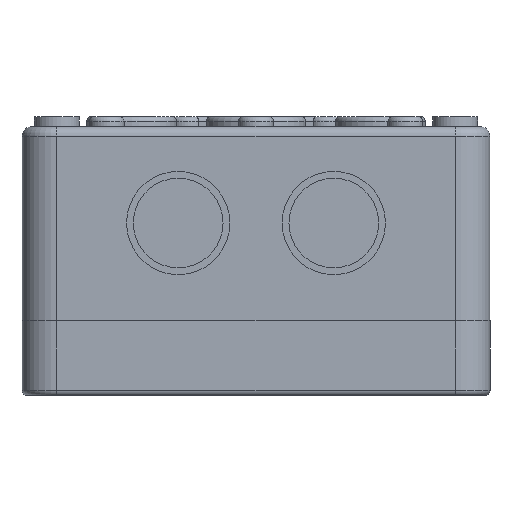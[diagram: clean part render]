
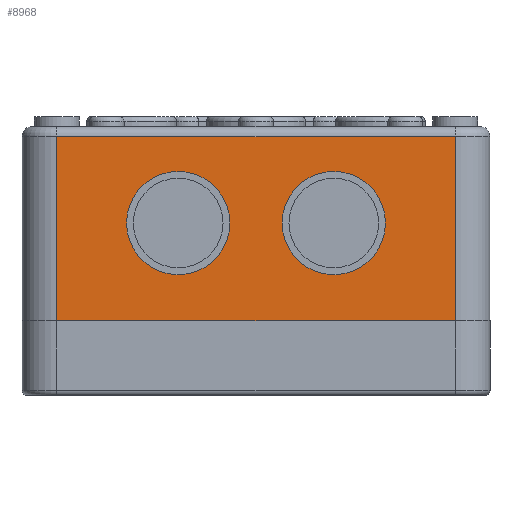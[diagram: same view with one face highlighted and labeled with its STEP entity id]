
A CAD part, front view. The second image highlights one B-rep face of the part: STEP entity #8968.
In plain terms, the highlighted planar face has unit normal (0, -1, 0).
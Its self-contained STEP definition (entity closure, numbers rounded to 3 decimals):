
#314=LINE('',#15300,#838);
#319=LINE('',#15324,#843);
#321=LINE('',#15330,#845);
#322=LINE('',#15331,#846);
#838=VECTOR('',#12487,80.);
#843=VECTOR('',#12516,37.);
#845=VECTOR('',#12522,37.);
#846=VECTOR('',#12523,80.);
#1282=PLANE('',#10067);
#1587=FACE_BOUND('',#2846,.T.);
#1588=FACE_BOUND('',#2847,.T.);
#2056=FACE_OUTER_BOUND('',#2845,.T.);
#2845=EDGE_LOOP('',(#7341,#7342,#7343,#7344));
#2846=EDGE_LOOP('',(#7345));
#2847=EDGE_LOOP('',(#7346));
#3441=CIRCLE('',#9790,10.375);
#3443=CIRCLE('',#9794,10.375);
#4184=VERTEX_POINT('',#14844);
#4186=VERTEX_POINT('',#14850);
#4315=VERTEX_POINT('',#15284);
#4319=VERTEX_POINT('',#15296);
#4327=VERTEX_POINT('',#15323);
#4329=VERTEX_POINT('',#15329);
#5183=EDGE_CURVE('',#4184,#4184,#3441,.T.);
#5185=EDGE_CURVE('',#4186,#4186,#3443,.T.);
#5386=EDGE_CURVE('',#4315,#4319,#314,.T.);
#5398=EDGE_CURVE('',#4327,#4319,#319,.T.);
#5401=EDGE_CURVE('',#4329,#4315,#321,.T.);
#5402=EDGE_CURVE('',#4329,#4327,#322,.T.);
#7341=ORIENTED_EDGE('',*,*,#5386,.F.);
#7342=ORIENTED_EDGE('',*,*,#5401,.F.);
#7343=ORIENTED_EDGE('',*,*,#5402,.T.);
#7344=ORIENTED_EDGE('',*,*,#5398,.T.);
#7345=ORIENTED_EDGE('',*,*,#5183,.T.);
#7346=ORIENTED_EDGE('',*,*,#5185,.T.);
#8968=ADVANCED_FACE('',(#2056,#1587,#1588),#1282,.T.);
#9790=AXIS2_PLACEMENT_3D('',#14845,#11904,#11905);
#9794=AXIS2_PLACEMENT_3D('',#14851,#11912,#11913);
#10067=AXIS2_PLACEMENT_3D('',#15328,#12520,#12521);
#11904=DIRECTION('center_axis',(0.,1.,0.));
#11905=DIRECTION('ref_axis',(1.,0.,0.));
#11912=DIRECTION('center_axis',(0.,1.,0.));
#11913=DIRECTION('ref_axis',(-1.,0.,0.));
#12487=DIRECTION('',(1.,0.,0.));
#12516=DIRECTION('',(0.,0.,1.));
#12520=DIRECTION('center_axis',(0.,-1.,0.));
#12521=DIRECTION('ref_axis',(0.,0.,-1.));
#12522=DIRECTION('',(0.,0.,1.));
#12523=DIRECTION('',(1.,0.,0.));
#14844=CARTESIAN_POINT('',(36.38,-17.15,19.625));
#14845=CARTESIAN_POINT('Origin',(46.755,-17.15,19.625));
#14850=CARTESIAN_POINT('',(25.88,-17.15,19.625));
#14851=CARTESIAN_POINT('Origin',(15.505,-17.15,19.625));
#15284=CARTESIAN_POINT('',(-8.87,-17.15,37.));
#15296=CARTESIAN_POINT('',(71.13,-17.15,37.));
#15300=CARTESIAN_POINT('',(51.13,-17.15,37.));
#15323=CARTESIAN_POINT('',(71.13,-17.15,0.));
#15324=CARTESIAN_POINT('',(71.13,-17.15,0.));
#15328=CARTESIAN_POINT('Origin',(71.13,-17.15,0.));
#15329=CARTESIAN_POINT('',(-8.87,-17.15,0.));
#15330=CARTESIAN_POINT('',(-8.87,-17.15,0.));
#15331=CARTESIAN_POINT('',(-8.87,-17.15,0.));
